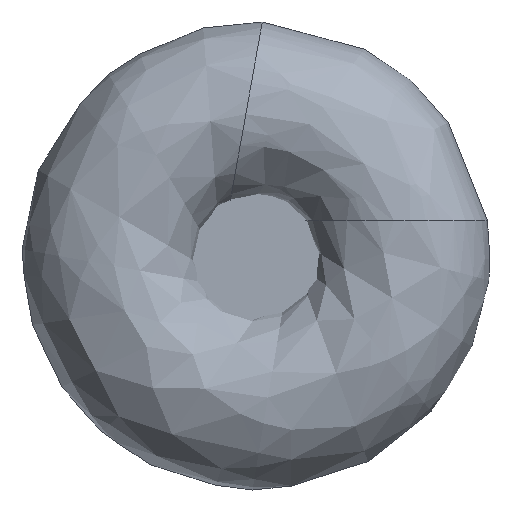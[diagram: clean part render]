
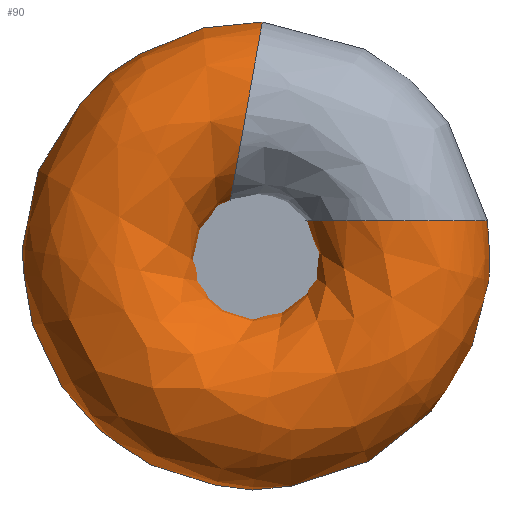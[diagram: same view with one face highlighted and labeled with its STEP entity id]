
A CAD part, left-side view. The second image highlights one B-rep face of the part: STEP entity #90.
In plain terms, the highlighted free-form (B-spline) face has degree [3, 3] with [7, 7] control points.
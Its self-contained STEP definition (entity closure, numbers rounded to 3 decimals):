
#32=(
BOUNDED_SURFACE()
B_SPLINE_SURFACE(3,3,((#470,#471,#472,#473,#474,#475,#476),(#477,#478,#479,
#480,#481,#482,#483),(#484,#485,#486,#487,#488,#489,#490),(#491,#492,#493,
#494,#495,#496,#497),(#498,#499,#500,#501,#502,#503,#504),(#505,#506,#507,
#508,#509,#510,#511),(#512,#513,#514,#515,#516,#517,#518)),
 .UNSPECIFIED.,.T.,.F.,.F.)
B_SPLINE_SURFACE_WITH_KNOTS((1,3,3,3,1),(4,3,4),(-0.5,0.,0.5,1.,1.5),(0.,
0.5,1.),.UNSPECIFIED.)
GEOMETRIC_REPRESENTATION_ITEM()
RATIONAL_B_SPLINE_SURFACE(((1.,0.561,0.561,1.,0.561,
0.561,1.),(0.333,0.187,0.187,
0.333,0.187,0.187,0.333),
(0.333,0.187,0.187,0.333,
0.187,0.187,0.333),(1.,0.561,
0.561,1.,0.561,0.561,1.),(0.333,
0.187,0.187,0.333,0.187,
0.187,0.333),(0.333,0.187,
0.187,0.333,0.187,0.187,
0.333),(1.,0.561,0.561,1.,0.561,
0.561,1.)))
REPRESENTATION_ITEM('')
SURFACE()
);
#90=ADVANCED_FACE('',(#124,#125),#32,.F.);
#124=FACE_BOUND('',#160,.T.);
#125=FACE_BOUND('',#161,.T.);
#160=EDGE_LOOP('',(#196));
#161=EDGE_LOOP('',(#197));
#196=ORIENTED_EDGE('',*,*,#234,.T.);
#197=ORIENTED_EDGE('',*,*,#235,.T.);
#216=VERTEX_POINT('',#467);
#217=VERTEX_POINT('',#469);
#234=EDGE_CURVE('',#216,#216,#252,.T.);
#235=EDGE_CURVE('',#217,#217,#253,.T.);
#252=CIRCLE('',#287,4.);
#253=CIRCLE('',#288,4.);
#287=AXIS2_PLACEMENT_3D('',#466,#356,#357);
#288=AXIS2_PLACEMENT_3D('',#468,#358,#359);
#356=DIRECTION('',(0.,0.984,0.176));
#357=DIRECTION('',(1.,0.,0.));
#358=DIRECTION('',(0.,0.,-1.));
#359=DIRECTION('',(1.,0.,0.));
#466=CARTESIAN_POINT('',(4.,0.438,6.059));
#467=CARTESIAN_POINT('',(8.,0.438,6.059));
#468=CARTESIAN_POINT('',(4.,-5.887,1.5));
#469=CARTESIAN_POINT('',(8.,-5.887,1.5));
#470=CARTESIAN_POINT('',(8.,-5.887,1.5));
#471=CARTESIAN_POINT('',(8.,-7.562,-5.076));
#472=CARTESIAN_POINT('',(8.,-1.953,-8.896));
#473=CARTESIAN_POINT('',(8.,3.552,-4.928));
#474=CARTESIAN_POINT('',(8.,9.058,-0.959));
#475=CARTESIAN_POINT('',(8.,7.207,5.57));
#476=CARTESIAN_POINT('',(8.,0.438,6.059));
#477=CARTESIAN_POINT('',(8.,2.113,1.5));
#478=CARTESIAN_POINT('',(8.,0.438,3.861));
#479=CARTESIAN_POINT('',(8.,-2.354,3.092));
#480=CARTESIAN_POINT('',(8.,-2.583,0.206));
#481=CARTESIAN_POINT('',(8.,-2.813,-2.68));
#482=CARTESIAN_POINT('',(8.,-0.179,-3.882));
#483=CARTESIAN_POINT('',(8.,1.849,-1.816));
#484=CARTESIAN_POINT('',(0.,2.113,1.5));
#485=CARTESIAN_POINT('',(0.,0.438,3.861));
#486=CARTESIAN_POINT('',(0.,-2.354,3.092));
#487=CARTESIAN_POINT('',(0.,-2.583,0.206));
#488=CARTESIAN_POINT('',(0.,-2.813,-2.68));
#489=CARTESIAN_POINT('',(0.,-0.179,-3.882));
#490=CARTESIAN_POINT('',(0.,1.849,-1.816));
#491=CARTESIAN_POINT('',(0.,-5.887,1.5));
#492=CARTESIAN_POINT('',(0.,-7.562,-5.076));
#493=CARTESIAN_POINT('',(0.,-1.953,-8.896));
#494=CARTESIAN_POINT('',(0.,3.552,-4.928));
#495=CARTESIAN_POINT('',(0.,9.058,-0.959));
#496=CARTESIAN_POINT('',(0.,7.207,5.57));
#497=CARTESIAN_POINT('',(0.,0.438,6.059));
#498=CARTESIAN_POINT('',(0.,-13.887,1.5));
#499=CARTESIAN_POINT('',(0.,-15.562,-14.014));
#500=CARTESIAN_POINT('',(0.,-1.552,-20.885));
#501=CARTESIAN_POINT('',(0.,9.688,-10.061));
#502=CARTESIAN_POINT('',(0.,20.928,0.762));
#503=CARTESIAN_POINT('',(0.,14.592,15.022));
#504=CARTESIAN_POINT('',(0.,-0.974,13.933));
#505=CARTESIAN_POINT('',(8.,-13.887,1.5));
#506=CARTESIAN_POINT('',(8.,-15.562,-14.014));
#507=CARTESIAN_POINT('',(8.,-1.552,-20.885));
#508=CARTESIAN_POINT('',(8.,9.688,-10.061));
#509=CARTESIAN_POINT('',(8.,20.928,0.762));
#510=CARTESIAN_POINT('',(8.,14.592,15.022));
#511=CARTESIAN_POINT('',(8.,-0.974,13.933));
#512=CARTESIAN_POINT('',(8.,-5.887,1.5));
#513=CARTESIAN_POINT('',(8.,-7.562,-5.076));
#514=CARTESIAN_POINT('',(8.,-1.953,-8.896));
#515=CARTESIAN_POINT('',(8.,3.552,-4.928));
#516=CARTESIAN_POINT('',(8.,9.058,-0.959));
#517=CARTESIAN_POINT('',(8.,7.207,5.57));
#518=CARTESIAN_POINT('',(8.,0.438,6.059));
